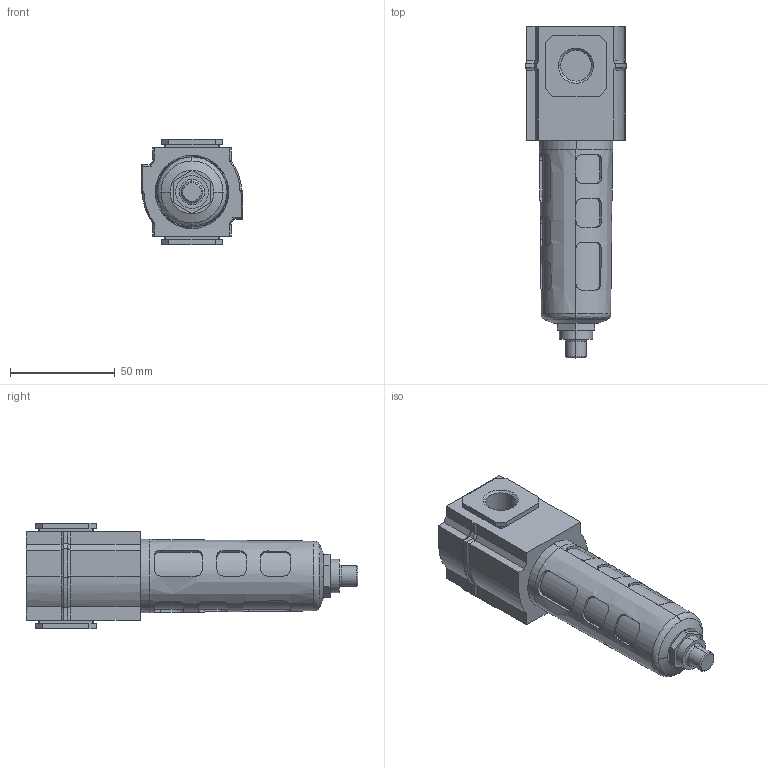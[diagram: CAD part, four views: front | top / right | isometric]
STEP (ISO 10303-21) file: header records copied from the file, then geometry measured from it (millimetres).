
FILE_DESCRIPTION (( 'STEP AP214' ), '1' );
FILE_NAME ('Norgren-F72G-3AN-AW1.STEP', '2020-12-08T13:53:11', ( '' ), ( '' ), 'SwSTEP 2.0', 'SolidWorks 2020', '' );
FILE_SCHEMA (( 'AUTOMOTIVE_DESIGN' ));
Length unit declared in the file: millimetre
Products named in the file (4): F72_ss_41_3-8; F72_ss_75; F72_ss_10; Norgren-F72G-3AN-AW1
Assembly tree (3 placements, depth 2):
  Norgren-F72G-3AN-AW1
    F72_ss_41_3-8
    F72_ss_10
    F72_ss_75
Bounding box: 48.4 x 158.79 x 50.25 mm (x, y, z)
Volume: 118421.2 mm3; surface area: 35716 mm2
Topology: 3 solids, 3 shells, 265 faces, 673 edges, 427 vertices
Faces by surface type: plane 137, cylinder 90, bspline 24, cone 12, torus 2
Entity records: 12341 total; most frequent: CARTESIAN_POINT 3856, ORIENTED_EDGE 1346, DIRECTION 1130, EDGE_CURVE 673, VERTEX_POINT 427, VECTOR 412, LINE 412, AXIS2_PLACEMENT_3D 359
